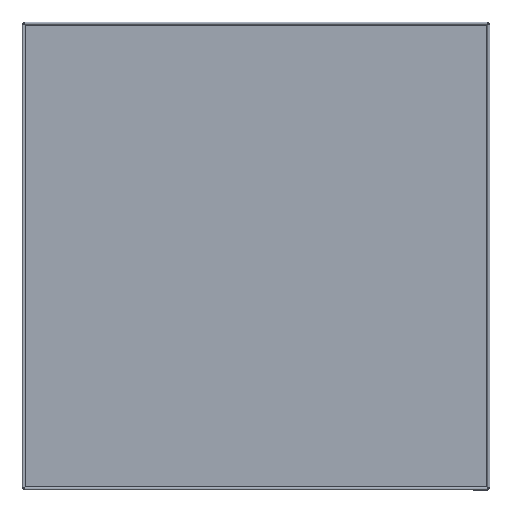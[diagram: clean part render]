
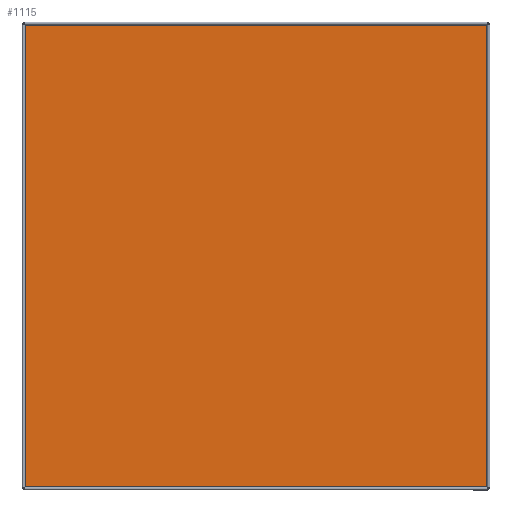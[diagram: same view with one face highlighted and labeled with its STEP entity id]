
A CAD part, top view. The second image highlights one B-rep face of the part: STEP entity #1115.
In plain terms, the highlighted planar face has unit normal (0, 0, 1).
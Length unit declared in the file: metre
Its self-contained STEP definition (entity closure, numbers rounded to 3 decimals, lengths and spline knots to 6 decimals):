
#96=ORIENTED_EDGE('',*,*,#424,.F.);
#97=ORIENTED_EDGE('',*,*,#425,.T.);
#98=ORIENTED_EDGE('',*,*,#426,.T.);
#99=ORIENTED_EDGE('',*,*,#427,.F.);
#424=EDGE_CURVE('',#588,#589,#676,.F.);
#425=EDGE_CURVE('',#588,#590,#677,.T.);
#426=EDGE_CURVE('',#590,#591,#678,.T.);
#427=EDGE_CURVE('',#589,#591,#679,.F.);
#588=VERTEX_POINT('',#1593);
#589=VERTEX_POINT('',#1594);
#590=VERTEX_POINT('',#1596);
#591=VERTEX_POINT('',#1598);
#676=LINE('',#1592,#792);
#677=LINE('',#1595,#793);
#678=LINE('',#1597,#794);
#679=LINE('',#1599,#795);
#792=VECTOR('',#1301,1.);
#793=VECTOR('',#1302,1.);
#794=VECTOR('',#1303,1.);
#795=VECTOR('',#1304,1.);
#905=EDGE_LOOP('',(#96,#97,#98,#99));
#983=FACE_BOUND('',#905,.T.);
#1061=PLANE('',#1206);
#1115=ADVANCED_FACE('',(#983),#1061,.T.);
#1206=AXIS2_PLACEMENT_3D('',#1591,#1299,#1300);
#1299=DIRECTION('',(0.,0.,1.));
#1300=DIRECTION('',(1.,0.,0.));
#1301=DIRECTION('',(-1.,0.,0.));
#1302=DIRECTION('',(0.,-1.,0.));
#1303=DIRECTION('',(1.,0.,0.));
#1304=DIRECTION('',(0.,1.,0.));
#1591=CARTESIAN_POINT('',(0.816822,0.582495,0.0025));
#1592=CARTESIAN_POINT('',(1.384144,1.163491,0.0025));
#1593=CARTESIAN_POINT('',(1.137144,1.163491,0.0025));
#1594=CARTESIAN_POINT('',(1.631144,1.163491,0.0025));
#1595=CARTESIAN_POINT('',(1.137144,0.582495,0.0025));
#1596=CARTESIAN_POINT('',(1.137144,0.669491,0.0025));
#1597=CARTESIAN_POINT('',(0.816822,0.669491,0.0025));
#1598=CARTESIAN_POINT('',(1.631144,0.669491,0.0025));
#1599=CARTESIAN_POINT('',(1.631144,0.916491,0.0025));
